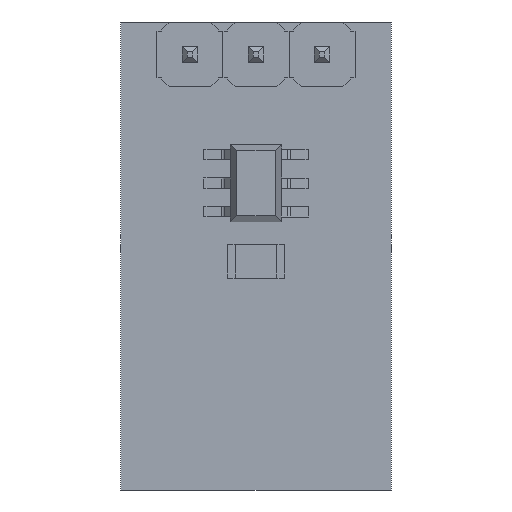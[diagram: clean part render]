
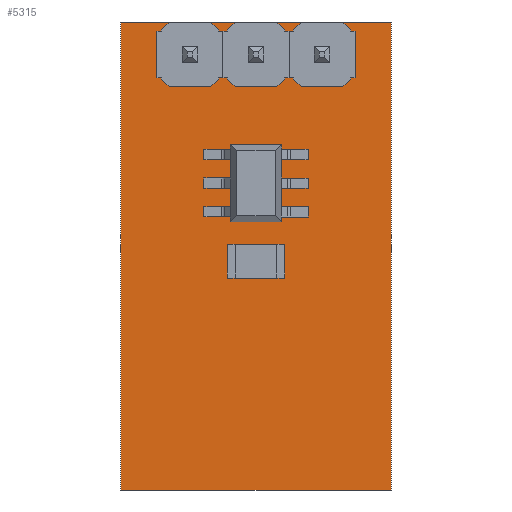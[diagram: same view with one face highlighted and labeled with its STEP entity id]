
A CAD part, front view. The second image highlights one B-rep face of the part: STEP entity #5315.
In plain terms, the highlighted planar face has unit normal (0, -1, 0).
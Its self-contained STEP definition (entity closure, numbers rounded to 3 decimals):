
#431=FACE_BOUND('',#763,.T.);
#443=FACE_OUTER_BOUND('',#762,.T.);
#762=EDGE_LOOP('',(#3586,#3587,#3588,#3589));
#763=EDGE_LOOP('',(#3590,#3591,#3592,#3593));
#1076=LINE('',#7689,#1700);
#1079=LINE('',#7695,#1703);
#1082=LINE('',#7701,#1706);
#1085=LINE('',#7705,#1709);
#1086=LINE('',#7709,#1710);
#1090=LINE('',#7717,#1714);
#1093=LINE('',#7723,#1717);
#1096=LINE('',#7728,#1720);
#1700=VECTOR('',#6188,10.);
#1703=VECTOR('',#6193,10.);
#1706=VECTOR('',#6198,10.);
#1709=VECTOR('',#6203,10.);
#1710=VECTOR('',#6206,1000.);
#1714=VECTOR('',#6212,1000.);
#1717=VECTOR('',#6217,1000.);
#1720=VECTOR('',#6222,1000.);
#2324=VERTEX_POINT('',#7686);
#2325=VERTEX_POINT('',#7688);
#2327=VERTEX_POINT('',#7694);
#2329=VERTEX_POINT('',#7700);
#2330=VERTEX_POINT('',#7707);
#2331=VERTEX_POINT('',#7708);
#2334=VERTEX_POINT('',#7716);
#2336=VERTEX_POINT('',#7722);
#2797=EDGE_CURVE('',#2325,#2324,#1076,.T.);
#2800=EDGE_CURVE('',#2327,#2325,#1079,.T.);
#2803=EDGE_CURVE('',#2329,#2327,#1082,.T.);
#2806=EDGE_CURVE('',#2324,#2329,#1085,.T.);
#2807=EDGE_CURVE('',#2330,#2331,#1086,.T.);
#2811=EDGE_CURVE('',#2331,#2334,#1090,.T.);
#2814=EDGE_CURVE('',#2334,#2336,#1093,.T.);
#2817=EDGE_CURVE('',#2336,#2330,#1096,.T.);
#3586=ORIENTED_EDGE('',*,*,#2807,.F.);
#3587=ORIENTED_EDGE('',*,*,#2817,.F.);
#3588=ORIENTED_EDGE('',*,*,#2814,.F.);
#3589=ORIENTED_EDGE('',*,*,#2811,.F.);
#3590=ORIENTED_EDGE('',*,*,#2803,.T.);
#3591=ORIENTED_EDGE('',*,*,#2800,.T.);
#3592=ORIENTED_EDGE('',*,*,#2797,.T.);
#3593=ORIENTED_EDGE('',*,*,#2806,.T.);
#5057=PLANE('',#5753);
#5315=ADVANCED_FACE('',(#443,#431),#5057,.F.);
#5753=AXIS2_PLACEMENT_3D('',#7731,#6226,#6227);
#6188=DIRECTION('',(0.,0.,-1.));
#6193=DIRECTION('',(1.,0.,0.));
#6198=DIRECTION('',(0.,0.,1.));
#6203=DIRECTION('',(-1.,0.,0.));
#6206=DIRECTION('',(0.,0.,-1.));
#6212=DIRECTION('',(-1.,0.,0.));
#6217=DIRECTION('',(0.,0.,1.));
#6222=DIRECTION('',(1.,0.,0.));
#6226=DIRECTION('center_axis',(0.,1.,0.));
#6227=DIRECTION('ref_axis',(0.,0.,1.));
#7686=CARTESIAN_POINT('',(0.3,0.,7.45));
#7688=CARTESIAN_POINT('',(0.3,0.,8.05));
#7689=CARTESIAN_POINT('',(0.3,0.,4.025));
#7694=CARTESIAN_POINT('',(-0.3,0.,8.05));
#7695=CARTESIAN_POINT('',(-0.15,0.,8.05));
#7700=CARTESIAN_POINT('',(-0.3,0.,7.45));
#7701=CARTESIAN_POINT('',(-0.3,0.,3.725));
#7705=CARTESIAN_POINT('',(0.15,0.,7.45));
#7707=CARTESIAN_POINT('',(5.2,0.,9.));
#7708=CARTESIAN_POINT('',(5.2,0.,-9.));
#7709=CARTESIAN_POINT('',(5.2,0.,-9.));
#7716=CARTESIAN_POINT('',(-5.2,0.,-9.));
#7717=CARTESIAN_POINT('',(-5.2,0.,-9.));
#7722=CARTESIAN_POINT('',(-5.2,0.,9.));
#7723=CARTESIAN_POINT('',(-5.2,0.,-9.));
#7728=CARTESIAN_POINT('',(-5.2,0.,9.));
#7731=CARTESIAN_POINT('Origin',(0.,0.,0.));
